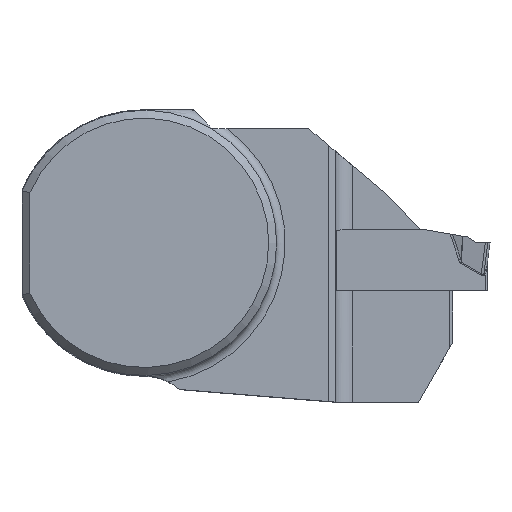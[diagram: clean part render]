
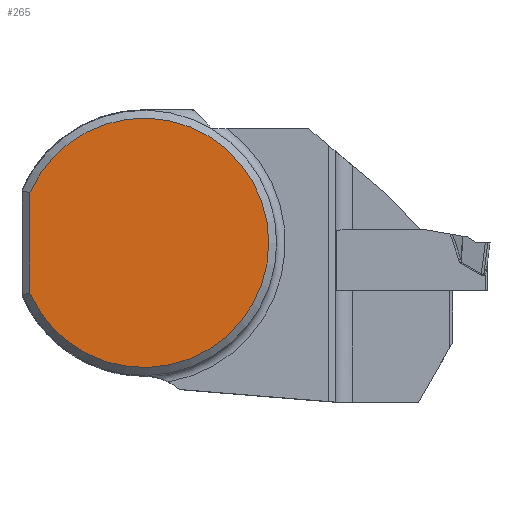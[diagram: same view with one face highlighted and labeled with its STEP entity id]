
A CAD part, top view. The second image highlights one B-rep face of the part: STEP entity #265.
In plain terms, the highlighted planar face has unit normal (0, 0, 1).
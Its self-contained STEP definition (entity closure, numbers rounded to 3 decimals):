
#210=PLANE('',#2021);
#265=ADVANCED_FACE('',(#393),#210,.F.);
#393=FACE_OUTER_BOUND('',#500,.T.);
#500=EDGE_LOOP('',(#918,#919));
#626=LINE('',#2609,#768);
#768=VECTOR('',#2183,1.);
#918=ORIENTED_EDGE('',*,*,#1649,.F.);
#919=ORIENTED_EDGE('',*,*,#1650,.T.);
#1474=VERTEX_POINT('',#2610);
#1475=VERTEX_POINT('',#2611);
#1649=EDGE_CURVE('',#1474,#1475,#626,.T.);
#1650=EDGE_CURVE('',#1474,#1475,#1919,.T.);
#1919=CIRCLE('',#2020,11.75);
#2020=AXIS2_PLACEMENT_3D('',#2612,#2184,#2185);
#2021=AXIS2_PLACEMENT_3D('',#2613,#2186,#2187);
#2183=DIRECTION('',(0.,1.,0.));
#2184=DIRECTION('',(0.,0.,1.));
#2185=DIRECTION('',(1.,0.,0.));
#2186=DIRECTION('',(0.,0.,-1.));
#2187=DIRECTION('',(1.,0.,0.));
#2609=CARTESIAN_POINT('',(-10.75,0.,0.3));
#2610=CARTESIAN_POINT('',(-10.75,-4.743,0.3));
#2611=CARTESIAN_POINT('',(-10.75,4.743,0.3));
#2612=CARTESIAN_POINT('',(0.,0.,0.3));
#2613=CARTESIAN_POINT('',(0.,0.,0.3));
